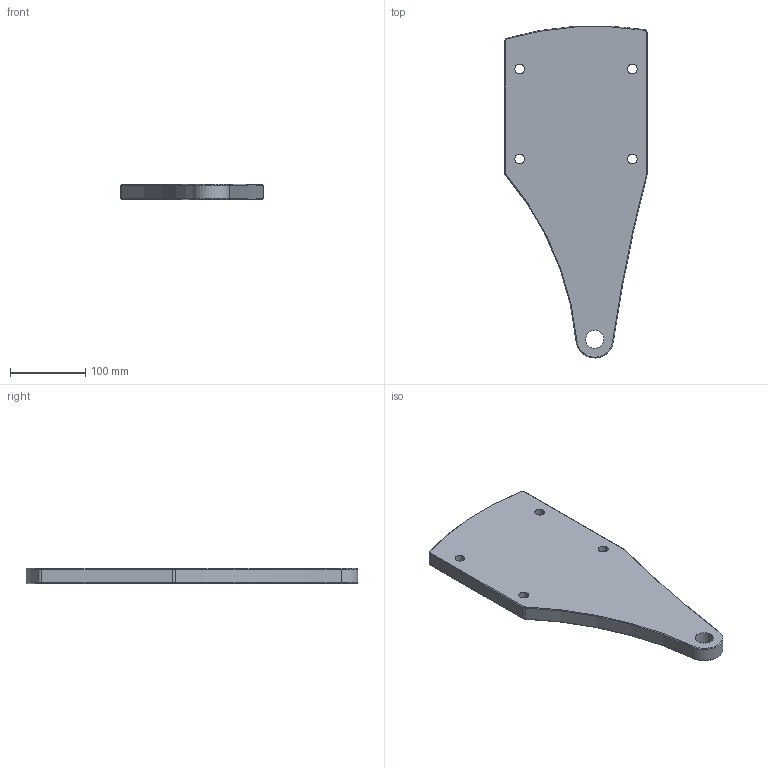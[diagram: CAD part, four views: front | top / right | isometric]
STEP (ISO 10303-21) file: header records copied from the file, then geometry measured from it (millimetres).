
FILE_DESCRIPTION(/* description */ (''),/* implementation_level */ '2;1');
FILE_NAME(/* name */ 'JIG v143.step',/* time_stamp */ '2024-01-12T18:19:54+01:00',/* author */ (''),/* organization */ (''),/* preprocessor_version */ 'ST-DEVELOPER v19.2',/* originating_system */ 'Autodesk Translation Framework v12.6.0.85',/* authorisation */ '');
FILE_SCHEMA (('AUTOMOTIVE_DESIGN { 1 0 10303 214 3 1 1 }'));
Length unit declared in the file: millimetre
Products named in the file (2): JIG; B-Plate Centre
Assembly tree (1 placements, depth 2):
  JIG
    B-Plate Centre
Bounding box: 190 x 442.08 x 20 mm (x, y, z)
Volume: 1193432.2 mm3; surface area: 145080.7 mm2
Topology: 1 solids, 1 shells, 37 faces, 85 edges, 50 vertices
Faces by surface type: cone 16, cylinder 13, plane 8
Full cylindrical faces by diameter (mm): 13 x4, 24 x1
Entity records: 1114 total; most frequent: DIRECTION 207, CARTESIAN_POINT 175, ORIENTED_EDGE 170, EDGE_CURVE 85, AXIS2_PLACEMENT_3D 82, VERTEX_POINT 50, EDGE_LOOP 47, LINE 43
